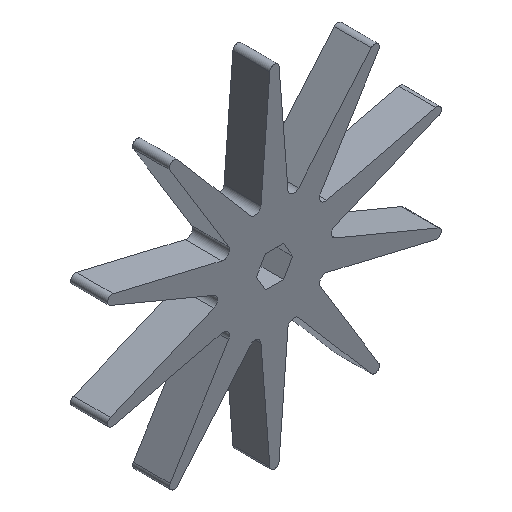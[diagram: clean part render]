
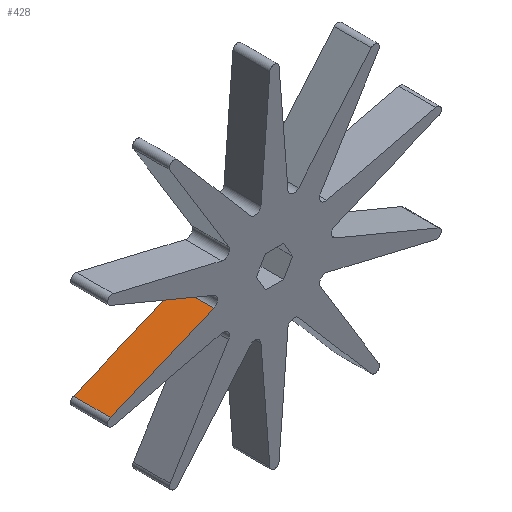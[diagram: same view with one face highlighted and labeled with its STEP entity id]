
A CAD part, isometric view. The second image highlights one B-rep face of the part: STEP entity #428.
In plain terms, the highlighted planar face has unit normal (-0.384, 0, 0.923).
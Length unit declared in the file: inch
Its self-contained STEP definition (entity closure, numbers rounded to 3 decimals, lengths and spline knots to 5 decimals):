
#85 = CARTESIAN_POINT ( 'NONE',  ( -2.2233, 0., -0.65689 ) ) ;
#108 = DIRECTION ( 'NONE',  ( 0., -1., 0. ) ) ;
#203 = DIRECTION ( 'NONE',  ( -0.923, 0., -0.384 ) ) ;
#292 = CARTESIAN_POINT ( 'NONE',  ( -2.2233, 0.5, -0.65689 ) ) ;
#319 = PLANE ( 'NONE',  #463 ) ;
#368 = CARTESIAN_POINT ( 'NONE',  ( -2.2233, 0.5, -0.65689 ) ) ;
#407 = VECTOR ( 'NONE', #803, 39.37008 ) ;
#428 = ADVANCED_FACE ( 'NONE', ( #1459 ), #319, .F. ) ;
#463 = AXIS2_PLACEMENT_3D ( 'NONE', #830, #1334, #203 ) ;
#480 = ORIENTED_EDGE ( 'NONE', *, *, #952, .F. ) ;
#581 = EDGE_CURVE ( 'NONE', #1091, #612, #1500, .T. ) ;
#586 = DIRECTION ( 'NONE',  ( 0.923, 0., 0.384 ) ) ;
#598 = VECTOR ( 'NONE', #108, 39.37008 ) ;
#612 = VERTEX_POINT ( 'NONE', #1384 ) ;
#728 = ORIENTED_EDGE ( 'NONE', *, *, #883, .T. ) ;
#743 = LINE ( 'NONE', #1245, #598 ) ;
#779 = ORIENTED_EDGE ( 'NONE', *, *, #1621, .T. ) ;
#803 = DIRECTION ( 'NONE',  ( 0., -1., 0. ) ) ;
#830 = CARTESIAN_POINT ( 'NONE',  ( -2.2233, 0.5, -0.65689 ) ) ;
#878 = DIRECTION ( 'NONE',  ( 0.923, 0., 0.384 ) ) ;
#883 = EDGE_CURVE ( 'NONE', #1300, #935, #1220, .T. ) ;
#935 = VERTEX_POINT ( 'NONE', #1237 ) ;
#952 = EDGE_CURVE ( 'NONE', #612, #935, #743, .T. ) ;
#973 = VECTOR ( 'NONE', #878, 39.37008 ) ;
#990 = EDGE_LOOP ( 'NONE', ( #728, #480, #1611, #779 ) ) ;
#1019 = CARTESIAN_POINT ( 'NONE',  ( -2.2233, 0.5, -0.65689 ) ) ;
#1091 = VERTEX_POINT ( 'NONE', #1019 ) ;
#1220 = LINE ( 'NONE', #85, #1493 ) ;
#1224 = CARTESIAN_POINT ( 'NONE',  ( -2.2233, 0., -0.65689 ) ) ;
#1237 = CARTESIAN_POINT ( 'NONE',  ( -0.82314, 0., -0.07501 ) ) ;
#1245 = CARTESIAN_POINT ( 'NONE',  ( -0.82314, 0.5, -0.07501 ) ) ;
#1300 = VERTEX_POINT ( 'NONE', #1224 ) ;
#1334 = DIRECTION ( 'NONE',  ( 0.384, 0., -0.923 ) ) ;
#1384 = CARTESIAN_POINT ( 'NONE',  ( -0.82314, 0.5, -0.07501 ) ) ;
#1436 = LINE ( 'NONE', #292, #407 ) ;
#1459 = FACE_OUTER_BOUND ( 'NONE', #990, .T. ) ;
#1493 = VECTOR ( 'NONE', #586, 39.37008 ) ;
#1500 = LINE ( 'NONE', #368, #973 ) ;
#1611 = ORIENTED_EDGE ( 'NONE', *, *, #581, .F. ) ;
#1621 = EDGE_CURVE ( 'NONE', #1091, #1300, #1436, .T. ) ;
